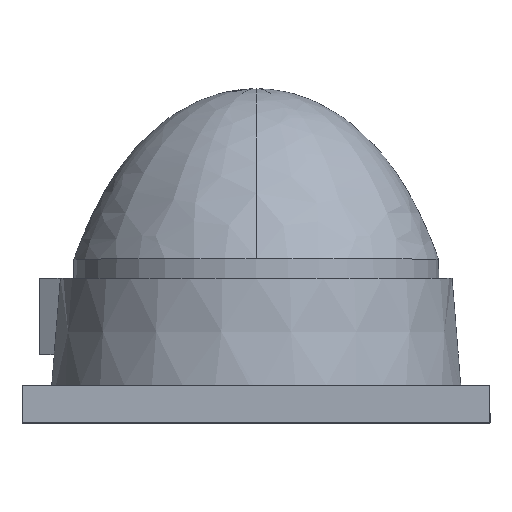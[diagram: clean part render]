
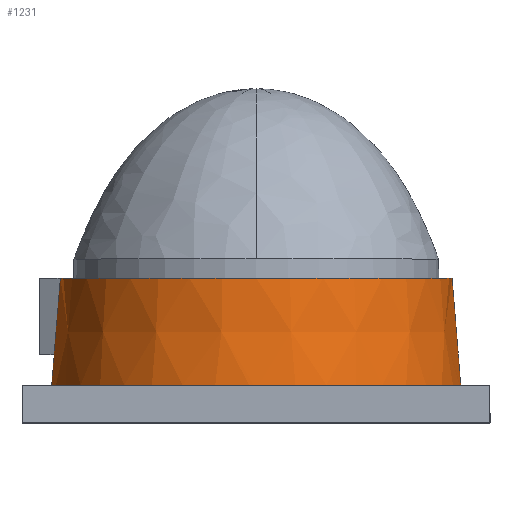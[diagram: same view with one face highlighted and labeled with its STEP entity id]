
A CAD part, top view. The second image highlights one B-rep face of the part: STEP entity #1231.
In plain terms, the highlighted conical face has half-angle 4.625 degrees and reference radius 4.135 mm.
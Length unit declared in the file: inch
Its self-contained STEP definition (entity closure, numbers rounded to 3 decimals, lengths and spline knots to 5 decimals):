
#20 = VERTEX_POINT ( 'NONE', #3670 ) ;
#30 = CARTESIAN_POINT ( 'NONE',  ( 0.1628, 0.08236, 0. ) ) ;
#117 = EDGE_CURVE ( 'NONE', #1681, #981, #4184, .T. ) ;
#149 = AXIS2_PLACEMENT_3D ( 'NONE', #4371, #1610, #791 ) ;
#175 = B_SPLINE_CURVE_WITH_KNOTS ( 'NONE', 3,
 ( #2539, #1376, #4166, #1772 ),
 .UNSPECIFIED., .F., .F.,
 ( 4, 4 ),
 ( 0.00155, 0.00155 ),
 .UNSPECIFIED. ) ;
#193 = CIRCLE ( 'NONE', #4509, 0.16999 ) ;
#209 = ORIENTED_EDGE ( 'NONE', *, *, #2542, .F. ) ;
#226 = CARTESIAN_POINT ( 'NONE',  ( -0.1628, 0.08236, 0. ) ) ;
#241 = DIRECTION ( 'NONE',  ( -0.081, -0.997, 0. ) ) ;
#340 = DIRECTION ( 'NONE',  ( 0., 0., 1. ) ) ;
#542 = CIRCLE ( 'NONE', #723, 0.17 ) ;
#720 = CARTESIAN_POINT ( 'NONE',  ( 0., 0.08236, 0. ) ) ;
#723 = AXIS2_PLACEMENT_3D ( 'NONE', #2200, #5001, #1789 ) ;
#791 = DIRECTION ( 'NONE',  ( 1., 0., 0. ) ) ;
#821 = ORIENTED_EDGE ( 'NONE', *, *, #117, .F. ) ;
#843 = CARTESIAN_POINT ( 'NONE',  ( 0.006, -0.0067, 0.16989 ) ) ;
#865 = CARTESIAN_POINT ( 'NONE',  ( 0.16881, -0.00663, 0.02 ) ) ;
#952 = LINE ( 'NONE', #4202, #4704 ) ;
#981 = VERTEX_POINT ( 'NONE', #2211 ) ;
#1016 = DIRECTION ( 'NONE',  ( 0., 0., 1. ) ) ;
#1082 = CARTESIAN_POINT ( 'NONE',  ( -0.16989, -0.0067, 0.00625 ) ) ;
#1100 = ORIENTED_EDGE ( 'NONE', *, *, #3442, .T. ) ;
#1118 = VERTEX_POINT ( 'NONE', #3498 ) ;
#1124 = CARTESIAN_POINT ( 'NONE',  ( -0.16988, -0.00663, 0.00625 ) ) ;
#1160 = EDGE_CURVE ( 'NONE', #1492, #981, #2445, .T. ) ;
#1195 = EDGE_CURVE ( 'NONE', #2393, #1118, #3013, .T. ) ;
#1231 = ADVANCED_FACE ( 'NONE', ( #2570 ), #1758, .T. ) ;
#1291 = EDGE_CURVE ( 'NONE', #1492, #20, #4657, .T. ) ;
#1335 = VERTEX_POINT ( 'NONE', #2181 ) ;
#1363 = CARTESIAN_POINT ( 'NONE',  ( -0.16998, -0.0065, 0. ) ) ;
#1376 = CARTESIAN_POINT ( 'NONE',  ( -0.006, -0.00663, 0.16989 ) ) ;
#1386 = VERTEX_POINT ( 'NONE', #1363 ) ;
#1485 = DIRECTION ( 'NONE',  ( 0., 0., 1. ) ) ;
#1486 = VERTEX_POINT ( 'NONE', #1625 ) ;
#1492 = VERTEX_POINT ( 'NONE', #843 ) ;
#1610 = DIRECTION ( 'NONE',  ( 0., 1., 0. ) ) ;
#1625 = CARTESIAN_POINT ( 'NONE',  ( 0.1628, 0.08236, 0. ) ) ;
#1681 = VERTEX_POINT ( 'NONE', #4352 ) ;
#1758 = CONICAL_SURFACE ( 'NONE', #3931, 0.1628, 0.081 ) ;
#1772 = CARTESIAN_POINT ( 'NONE',  ( -0.006, -0.0067, 0.16989 ) ) ;
#1789 = DIRECTION ( 'NONE',  ( 1., 0., 0. ) ) ;
#1881 = CIRCLE ( 'NONE', #3919, 0.1628 ) ;
#1884 = CARTESIAN_POINT ( 'NONE',  ( 0., 0.08236, 0. ) ) ;
#1929 = CARTESIAN_POINT ( 'NONE',  ( -0.16987, -0.00657, 0.00625 ) ) ;
#1984 = ORIENTED_EDGE ( 'NONE', *, *, #4582, .F. ) ;
#2151 = ORIENTED_EDGE ( 'NONE', *, *, #1291, .F. ) ;
#2181 = CARTESIAN_POINT ( 'NONE',  ( -0.006, -0.0067, 0.16989 ) ) ;
#2189 = ORIENTED_EDGE ( 'NONE', *, *, #4097, .T. ) ;
#2198 = CARTESIAN_POINT ( 'NONE',  ( 0.006, -0.0067, 0.16989 ) ) ;
#2200 = CARTESIAN_POINT ( 'NONE',  ( 0., -0.0067, 0. ) ) ;
#2211 = CARTESIAN_POINT ( 'NONE',  ( 0.16882, -0.0067, 0.02 ) ) ;
#2252 = DIRECTION ( 'NONE',  ( 1., 0., 0. ) ) ;
#2326 = CARTESIAN_POINT ( 'NONE',  ( -0.16989, -0.0067, 0.00625 ) ) ;
#2393 = VERTEX_POINT ( 'NONE', #1082 ) ;
#2423 = CARTESIAN_POINT ( 'NONE',  ( 0.1688, -0.0065, 0.02 ) ) ;
#2445 = CIRCLE ( 'NONE', #149, 0.17 ) ;
#2448 = DIRECTION ( 'NONE',  ( 0.081, -0.997, 0. ) ) ;
#2539 = CARTESIAN_POINT ( 'NONE',  ( -0.006, -0.00659, 0.16989 ) ) ;
#2542 = EDGE_CURVE ( 'NONE', #4214, #1486, #1881, .T. ) ;
#2555 = CARTESIAN_POINT ( 'NONE',  ( 0.006, -0.00666, 0.16989 ) ) ;
#2570 = FACE_OUTER_BOUND ( 'NONE', #4849, .T. ) ;
#2826 = VECTOR ( 'NONE', #2448, 39.37008 ) ;
#2978 = CARTESIAN_POINT ( 'NONE',  ( 0.006, -0.00663, 0.16989 ) ) ;
#3013 = B_SPLINE_CURVE_WITH_KNOTS ( 'NONE', 3,
 ( #2326, #1124, #1929, #5105 ),
 .UNSPECIFIED., .F., .F.,
 ( 4, 4 ),
 ( 0.00545, 0.00546 ),
 .UNSPECIFIED. ) ;
#3019 = ORIENTED_EDGE ( 'NONE', *, *, #1160, .T. ) ;
#3121 = EDGE_CURVE ( 'NONE', #1486, #3902, #4257, .T. ) ;
#3239 = ORIENTED_EDGE ( 'NONE', *, *, #4898, .T. ) ;
#3285 = VERTEX_POINT ( 'NONE', #4984 ) ;
#3333 = EDGE_CURVE ( 'NONE', #4214, #1386, #952, .T. ) ;
#3334 = ORIENTED_EDGE ( 'NONE', *, *, #1195, .F. ) ;
#3336 = ORIENTED_EDGE ( 'NONE', *, *, #3121, .F. ) ;
#3373 = ORIENTED_EDGE ( 'NONE', *, *, #3333, .T. ) ;
#3442 = EDGE_CURVE ( 'NONE', #3285, #20, #193, .T. ) ;
#3498 = CARTESIAN_POINT ( 'NONE',  ( -0.16987, -0.0065, 0.00625 ) ) ;
#3637 = CARTESIAN_POINT ( 'NONE',  ( 0.16882, -0.0067, 0.02 ) ) ;
#3670 = CARTESIAN_POINT ( 'NONE',  ( 0.006, -0.00659, 0.16989 ) ) ;
#3792 = CARTESIAN_POINT ( 'NONE',  ( 0., -0.0065, 0. ) ) ;
#3810 = CIRCLE ( 'NONE', #4540, 0.16998 ) ;
#3842 = AXIS2_PLACEMENT_3D ( 'NONE', #3792, #5024, #1016 ) ;
#3868 = CARTESIAN_POINT ( 'NONE',  ( 0., -0.00659, 0. ) ) ;
#3885 = DIRECTION ( 'NONE',  ( 0., 1., 0. ) ) ;
#3902 = VERTEX_POINT ( 'NONE', #4457 ) ;
#3906 = DIRECTION ( 'NONE',  ( 0., 1., 0. ) ) ;
#3919 = AXIS2_PLACEMENT_3D ( 'NONE', #1884, #3885, #2252 ) ;
#3931 = AXIS2_PLACEMENT_3D ( 'NONE', #720, #5136, #4580 ) ;
#4097 = EDGE_CURVE ( 'NONE', #2393, #1335, #542, .T. ) ;
#4166 = CARTESIAN_POINT ( 'NONE',  ( -0.006, -0.00666, 0.16989 ) ) ;
#4184 = B_SPLINE_CURVE_WITH_KNOTS ( 'NONE', 3,
 ( #2423, #4855, #865, #3637 ),
 .UNSPECIFIED., .F., .F.,
 ( 4, 4 ),
 ( 0.00735, 0.00736 ),
 .UNSPECIFIED. ) ;
#4185 = CARTESIAN_POINT ( 'NONE',  ( 0.006, -0.00659, 0.16989 ) ) ;
#4202 = CARTESIAN_POINT ( 'NONE',  ( -0.1628, 0.08236, 0. ) ) ;
#4214 = VERTEX_POINT ( 'NONE', #226 ) ;
#4215 = CIRCLE ( 'NONE', #3842, 0.16998 ) ;
#4257 = LINE ( 'NONE', #30, #2826 ) ;
#4286 = DIRECTION ( 'NONE',  ( 0., 1., 0. ) ) ;
#4352 = CARTESIAN_POINT ( 'NONE',  ( 0.1688, -0.0065, 0.02 ) ) ;
#4371 = CARTESIAN_POINT ( 'NONE',  ( 0., -0.0067, 0. ) ) ;
#4457 = CARTESIAN_POINT ( 'NONE',  ( 0.16998, -0.0065, 0. ) ) ;
#4509 = AXIS2_PLACEMENT_3D ( 'NONE', #3868, #4286, #1485 ) ;
#4540 = AXIS2_PLACEMENT_3D ( 'NONE', #4702, #3906, #340 ) ;
#4580 = DIRECTION ( 'NONE',  ( -1., 0., 0. ) ) ;
#4582 = EDGE_CURVE ( 'NONE', #3285, #1335, #175, .T. ) ;
#4657 = B_SPLINE_CURVE_WITH_KNOTS ( 'NONE', 3,
 ( #2198, #2555, #2978, #4185 ),
 .UNSPECIFIED., .F., .F.,
 ( 4, 4 ),
 ( 0.00153, 0.00153 ),
 .UNSPECIFIED. ) ;
#4659 = EDGE_CURVE ( 'NONE', #1681, #3902, #4215, .T. ) ;
#4702 = CARTESIAN_POINT ( 'NONE',  ( 0., -0.0065, 0. ) ) ;
#4704 = VECTOR ( 'NONE', #241, 39.37008 ) ;
#4849 = EDGE_LOOP ( 'NONE', ( #2151, #3019, #821, #5135, #3336, #209, #3373, #3239, #3334, #2189, #1984, #1100 ) ) ;
#4855 = CARTESIAN_POINT ( 'NONE',  ( 0.16881, -0.00657, 0.02 ) ) ;
#4898 = EDGE_CURVE ( 'NONE', #1386, #1118, #3810, .T. ) ;
#4984 = CARTESIAN_POINT ( 'NONE',  ( -0.006, -0.00659, 0.16989 ) ) ;
#5001 = DIRECTION ( 'NONE',  ( 0., 1., 0. ) ) ;
#5024 = DIRECTION ( 'NONE',  ( 0., 1., 0. ) ) ;
#5105 = CARTESIAN_POINT ( 'NONE',  ( -0.16987, -0.0065, 0.00625 ) ) ;
#5135 = ORIENTED_EDGE ( 'NONE', *, *, #4659, .T. ) ;
#5136 = DIRECTION ( 'NONE',  ( 0., -1., 0. ) ) ;
